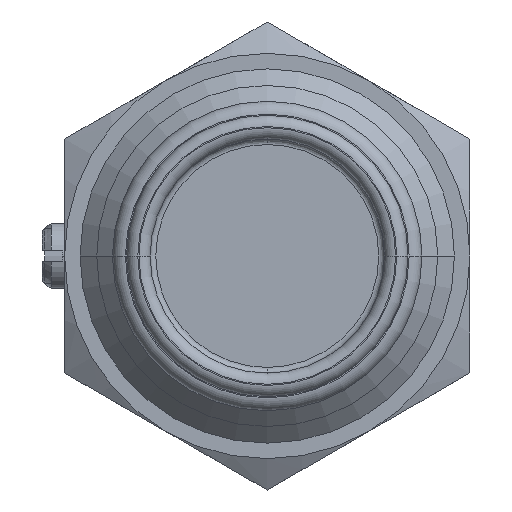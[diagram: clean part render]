
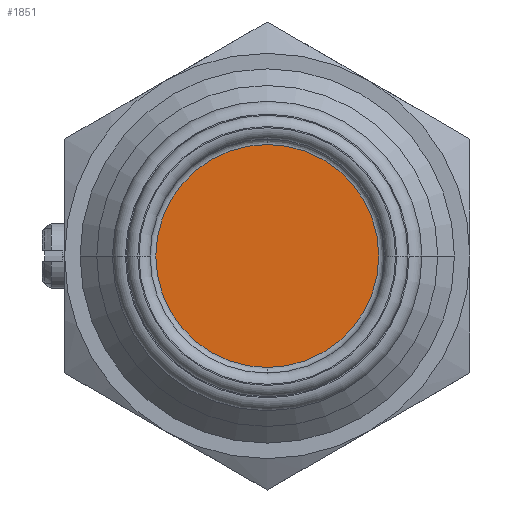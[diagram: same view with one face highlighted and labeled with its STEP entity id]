
A CAD part, front view. The second image highlights one B-rep face of the part: STEP entity #1851.
In plain terms, the highlighted face is planar.
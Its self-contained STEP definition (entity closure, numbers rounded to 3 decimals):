
#1668=CARTESIAN_POINT('',(0.,1.,0.));
#1669=DIRECTION('',(0.,-1.,0.));
#1670=DIRECTION('',(0.,0.,-1.));
#1671=AXIS2_PLACEMENT_3D('',#1668,#1669,#1670);
#1673=CARTESIAN_POINT('',(0.,1.,0.));
#1674=DIRECTION('',(0.,-1.,0.));
#1675=DIRECTION('',(0.,0.,1.));
#1676=AXIS2_PLACEMENT_3D('',#1673,#1674,#1675);
#1698=CARTESIAN_POINT('',(0.,1.,-9.9));
#1699=VERTEX_POINT('',#1698);
#1700=CARTESIAN_POINT('',(0.,1.,9.9));
#1701=VERTEX_POINT('',#1700);
#1842=CARTESIAN_POINT('',(0.,1.,0.));
#1843=DIRECTION('',(0.,1.,0.));
#1844=DIRECTION('',(0.,0.,-1.));
#1845=AXIS2_PLACEMENT_3D('',#1842,#1843,#1844);
#1846=PLANE('',#1845);
#1847=ORIENTED_EDGE('',*,*,#1824,.T.);
#1848=ORIENTED_EDGE('',*,*,#1835,.T.);
#1849=EDGE_LOOP('',(#1847,#1848));
#1850=FACE_OUTER_BOUND('',#1849,.F.);
#1851=ADVANCED_FACE('',(#1850),#1846,.T.);
#1672=CIRCLE('',#1671,9.9);
#1677=CIRCLE('',#1676,9.9);
#1824=EDGE_CURVE('',#1699,#1701,#1672,.T.);
#1835=EDGE_CURVE('',#1701,#1699,#1677,.T.);
